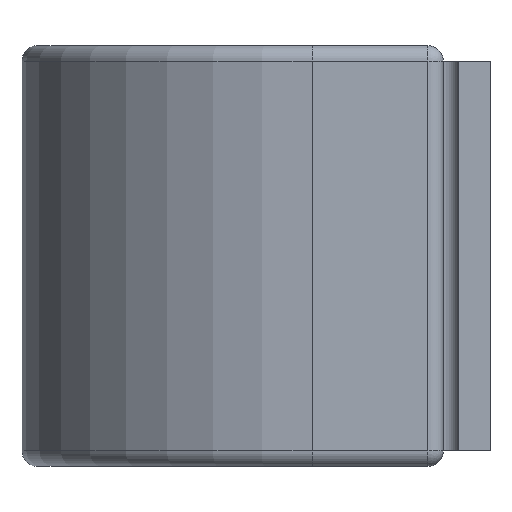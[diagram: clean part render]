
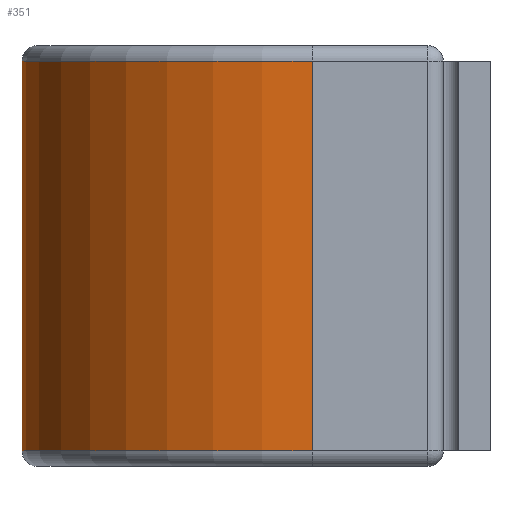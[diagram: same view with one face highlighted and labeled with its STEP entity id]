
A CAD part, left-side view. The second image highlights one B-rep face of the part: STEP entity #351.
In plain terms, the highlighted cylindrical face has radius 14.224 mm (diameter 28.448 mm), a partial arc.
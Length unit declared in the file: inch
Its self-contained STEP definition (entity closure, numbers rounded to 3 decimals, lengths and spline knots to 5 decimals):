
#40 = DIRECTION ( 'NONE',  ( 0., 0., 1. ) ) ;
#81 = VERTEX_POINT ( 'NONE', #269 ) ;
#128 = AXIS2_PLACEMENT_3D ( 'NONE', #1380, #450, #1524 ) ;
#253 = ORIENTED_EDGE ( 'NONE', *, *, #864, .T. ) ;
#269 = CARTESIAN_POINT ( 'NONE',  ( 0.845, 0.34325, 0.37625 ) ) ;
#275 = FACE_OUTER_BOUND ( 'NONE', #1839, .T. ) ;
#305 = CIRCLE ( 'NONE', #1546, 0.56 ) ;
#312 = EDGE_CURVE ( 'NONE', #528, #371, #425, .T. ) ;
#351 = ADVANCED_FACE ( 'NONE', ( #275 ), #1594, .T. ) ;
#363 = DIRECTION ( 'NONE',  ( 0., 0., 1. ) ) ;
#371 = VERTEX_POINT ( 'NONE', #1499 ) ;
#400 = DIRECTION ( 'NONE',  ( 0., 0., 1. ) ) ;
#425 = LINE ( 'NONE', #1867, #1545 ) ;
#450 = DIRECTION ( 'NONE',  ( 0., 0., 1. ) ) ;
#528 = VERTEX_POINT ( 'NONE', #1718 ) ;
#690 = CARTESIAN_POINT ( 'NONE',  ( 0.845, 0.34325, -0.37625 ) ) ;
#864 = EDGE_CURVE ( 'NONE', #528, #1837, #305, .T. ) ;
#913 = ORIENTED_EDGE ( 'NONE', *, *, #1548, .F. ) ;
#1027 = CARTESIAN_POINT ( 'NONE',  ( 0.845, 0.34325, -0.37625 ) ) ;
#1200 = DIRECTION ( 'NONE',  ( 1., 0., 0. ) ) ;
#1241 = AXIS2_PLACEMENT_3D ( 'NONE', #1344, #400, #1200 ) ;
#1306 = CARTESIAN_POINT ( 'NONE',  ( 1.405, 0.34325, -0.37625 ) ) ;
#1316 = DIRECTION ( 'NONE',  ( 0., 0., 1. ) ) ;
#1344 = CARTESIAN_POINT ( 'NONE',  ( 1.405, 0.34325, 0.375 ) ) ;
#1380 = CARTESIAN_POINT ( 'NONE',  ( 1.405, 0.34325, 0.37625 ) ) ;
#1448 = DIRECTION ( 'NONE',  ( 1., 0., 0. ) ) ;
#1452 = ORIENTED_EDGE ( 'NONE', *, *, #312, .F. ) ;
#1499 = CARTESIAN_POINT ( 'NONE',  ( 1.965, 0.34325, 0.37625 ) ) ;
#1502 = VECTOR ( 'NONE', #1316, 39.37008 ) ;
#1523 = CIRCLE ( 'NONE', #128, 0.56 ) ;
#1524 = DIRECTION ( 'NONE',  ( 1., 0., 0. ) ) ;
#1545 = VECTOR ( 'NONE', #40, 39.37008 ) ;
#1546 = AXIS2_PLACEMENT_3D ( 'NONE', #1306, #363, #1448 ) ;
#1548 = EDGE_CURVE ( 'NONE', #371, #81, #1523, .T. ) ;
#1594 = CYLINDRICAL_SURFACE ( 'NONE', #1241, 0.56 ) ;
#1661 = ORIENTED_EDGE ( 'NONE', *, *, #1842, .T. ) ;
#1718 = CARTESIAN_POINT ( 'NONE',  ( 1.965, 0.34325, -0.37625 ) ) ;
#1837 = VERTEX_POINT ( 'NONE', #1027 ) ;
#1839 = EDGE_LOOP ( 'NONE', ( #1452, #253, #1661, #913 ) ) ;
#1842 = EDGE_CURVE ( 'NONE', #1837, #81, #1885, .T. ) ;
#1867 = CARTESIAN_POINT ( 'NONE',  ( 1.965, 0.34325, -0.37625 ) ) ;
#1885 = LINE ( 'NONE', #690, #1502 ) ;
